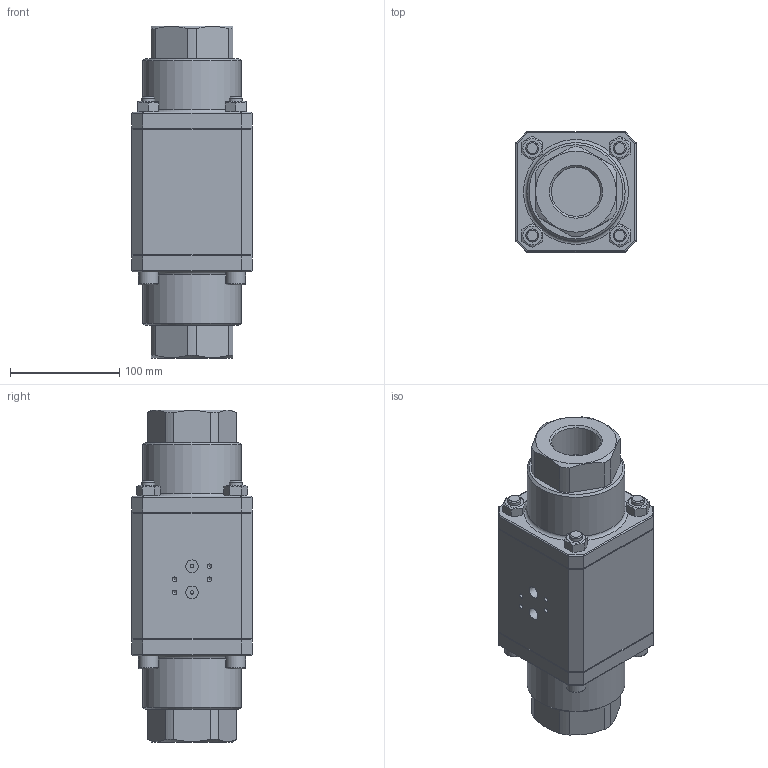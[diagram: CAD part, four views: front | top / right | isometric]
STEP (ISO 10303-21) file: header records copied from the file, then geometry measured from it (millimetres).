
FILE_DESCRIPTION(/* description */ ('Teil 1'),/* implementation_level */ '2;1');
FILE_NAME(/* name */ 'Typ 280 NC DN40 M0 G64.stp',/* time_stamp */ '2022-06-09T17:34:33+02:00',/* author */ ('SCanivar'),/* organization */ (''),/* preprocessor_version */ 'ST-DEVELOPER v18.1',/* originating_system */ 'Autodesk Inventor 2021',/* authorisation */ '');
FILE_SCHEMA (('AUTOMOTIVE_DESIGN { 1 0 10303 214 3 1 1 }'));
Length unit declared in the file: millimetre
Products named in the file (1): BG-000061
Bounding box: 110 x 110 x 304 mm (x, y, z)
Volume: 2565764.4 mm3; surface area: 144919.8 mm2
Topology: 1 solids, 1 shells, 222 faces, 561 edges, 357 vertices
Faces by surface type: plane 106, cylinder 74, cone 36, torus 6
Full cylindrical faces by diameter (mm): 2.5 x2, 3 x2, 4.2 x4, 4.917 x4, 11.445 x2, 12 x4, 18 x4, 44.845 x2, 90 x2
Entity records: 6932 total; most frequent: CARTESIAN_POINT 1487, ORIENTED_EDGE 1098, DIRECTION 1068, EDGE_CURVE 549, AXIS2_PLACEMENT_3D 397, VERTEX_POINT 357, LINE 274, VECTOR 274
